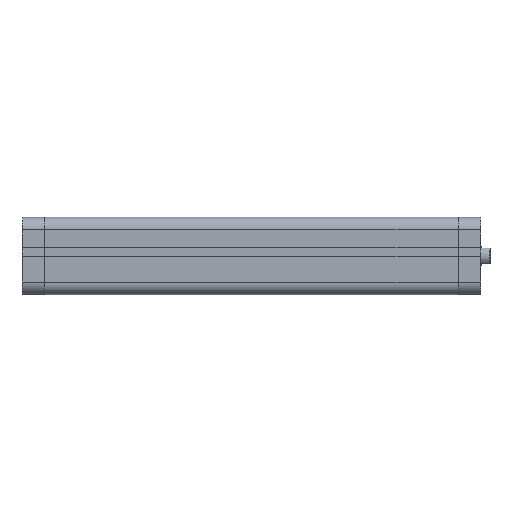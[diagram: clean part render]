
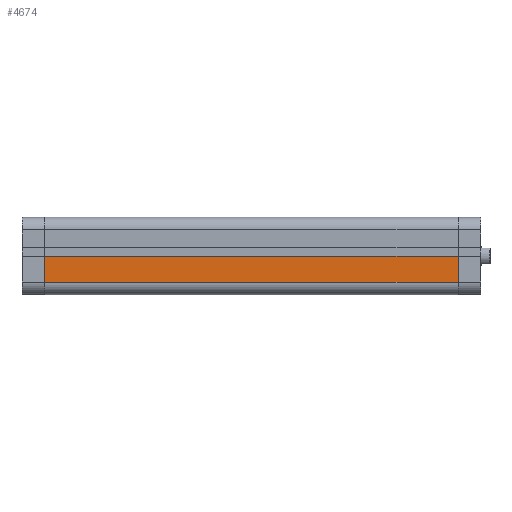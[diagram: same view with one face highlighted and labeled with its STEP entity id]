
A CAD part, top view. The second image highlights one B-rep face of the part: STEP entity #4674.
In plain terms, the highlighted face is planar.
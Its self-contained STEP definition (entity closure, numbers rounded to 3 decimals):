
#37 = EDGE_LOOP ( 'NONE', ( #3729, #3728, #3727, #3726 ) ) ;
#479 = EDGE_CURVE ( 'NONE', #4630, #4743, #4336, .T. ) ;
#558 = EDGE_CURVE ( 'NONE', #798, #4742, #4483, .T. ) ;
#559 = EDGE_CURVE ( 'NONE', #4630, #798, #4569, .T. ) ;
#561 = EDGE_CURVE ( 'NONE', #4743, #4742, #4550, .T. ) ;
#798 = VERTEX_POINT ( 'NONE', #1759 ) ;
#1190 = FACE_OUTER_BOUND ( 'NONE', #37, .T. ) ;
#1759 = CARTESIAN_POINT ( 'NONE',  ( 0.1, -25., 0. ) ) ;
#1925 = CARTESIAN_POINT ( 'NONE',  ( 0.1, -25., 265.5 ) ) ;
#2123 = CARTESIAN_POINT ( 'NONE',  ( 0., -25., 265.5 ) ) ;
#2124 = PLANE ( 'NONE',  #6238 ) ;
#2126 = DIRECTION ( 'NONE',  ( 0., 1., 0. ) ) ;
#2127 = DIRECTION ( 'NONE',  ( -1., 0., 0. ) ) ;
#2229 = CARTESIAN_POINT ( 'NONE',  ( 17., -25., 0. ) ) ;
#2230 = CARTESIAN_POINT ( 'NONE',  ( 17., -25., 265.5 ) ) ;
#3726 = ORIENTED_EDGE ( 'NONE', *, *, #559, .T. ) ;
#3727 = ORIENTED_EDGE ( 'NONE', *, *, #479, .F. ) ;
#3728 = ORIENTED_EDGE ( 'NONE', *, *, #561, .F. ) ;
#3729 = ORIENTED_EDGE ( 'NONE', *, *, #558, .T. ) ;
#4336 = LINE ( 'NONE', #5339, #4347 ) ;
#4347 = VECTOR ( 'NONE', #5342, 1000. ) ;
#4474 = VECTOR ( 'NONE', #5523, 1000. ) ;
#4483 = LINE ( 'NONE', #5518, #4494 ) ;
#4494 = VECTOR ( 'NONE', #5521, 1000. ) ;
#4517 = VECTOR ( 'NONE', #5527, 1000. ) ;
#4550 = LINE ( 'NONE', #5526, #4517 ) ;
#4569 = LINE ( 'NONE', #5520, #4474 ) ;
#4630 = VERTEX_POINT ( 'NONE', #1925 ) ;
#4674 = ADVANCED_FACE ( 'NONE', ( #1190 ), #2124, .F. ) ;
#4742 = VERTEX_POINT ( 'NONE', #2229 ) ;
#4743 = VERTEX_POINT ( 'NONE', #2230 ) ;
#5339 = CARTESIAN_POINT ( 'NONE',  ( 0., -25., 265.5 ) ) ;
#5342 = DIRECTION ( 'NONE',  ( 1., 0., 0. ) ) ;
#5518 = CARTESIAN_POINT ( 'NONE',  ( 0., -25., 0. ) ) ;
#5520 = CARTESIAN_POINT ( 'NONE',  ( 0.1, -25., 265.5 ) ) ;
#5521 = DIRECTION ( 'NONE',  ( 1., 0., 0. ) ) ;
#5523 = DIRECTION ( 'NONE',  ( 0., 0., -1. ) ) ;
#5526 = CARTESIAN_POINT ( 'NONE',  ( 17., -25., 265.5 ) ) ;
#5527 = DIRECTION ( 'NONE',  ( 0., 0., -1. ) ) ;
#6238 = AXIS2_PLACEMENT_3D ( 'NONE', #2123, #2126, #2127 ) ;
